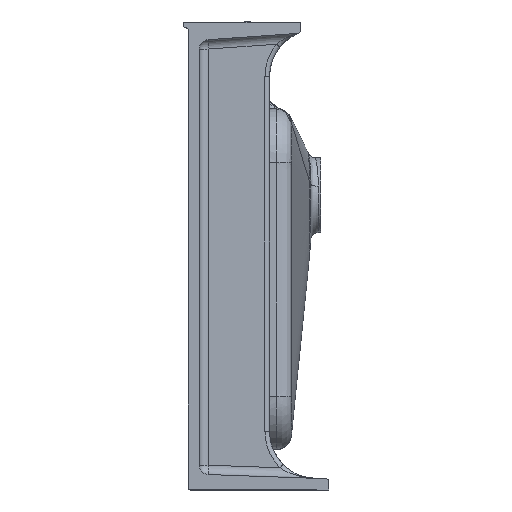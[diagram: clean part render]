
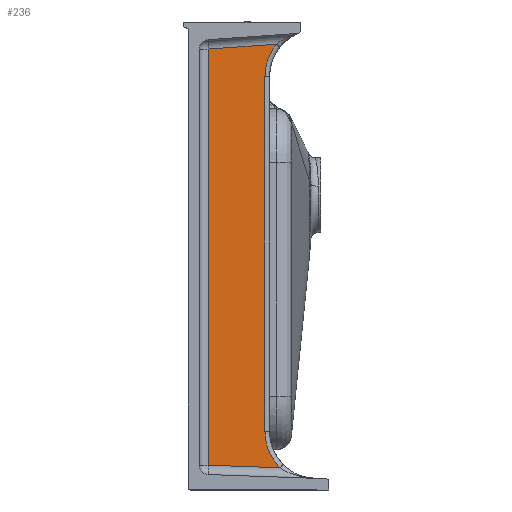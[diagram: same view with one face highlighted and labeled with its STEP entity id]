
A CAD part, left-side view. The second image highlights one B-rep face of the part: STEP entity #236.
In plain terms, the highlighted planar face has unit normal (-1, -0.018, 0).
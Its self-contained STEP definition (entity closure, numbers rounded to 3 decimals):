
#236 = ADVANCED_FACE ( 'NONE', ( #9863 ), #16265, .T. ) ;
#1674 = DIRECTION ( 'NONE',  ( 0., 0., 1. ) ) ;
#2084 = ORIENTED_EDGE ( 'NONE', *, *, #28929, .T. ) ;
#2604 = ORIENTED_EDGE ( 'NONE', *, *, #23971, .T. ) ;
#4096 = CARTESIAN_POINT ( 'NONE',  ( -1055.874, -94.229, 251.186 ) ) ;
#4563 = CARTESIAN_POINT ( 'NONE',  ( -1055.152, -135.604, -202.497 ) ) ;
#4835 = ORIENTED_EDGE ( 'NONE', *, *, #22100, .T. ) ;
#6280 = ORIENTED_EDGE ( 'NONE', *, *, #17202, .T. ) ;
#7075 = CARTESIAN_POINT ( 'NONE',  ( -1056.086, -82.087, -177.184 ) ) ;
#7586 = EDGE_CURVE ( 'NONE', #39403, #9221, #40422, .T. ) ;
#9172 = VECTOR ( 'NONE', #27566, 1000. ) ;
#9221 = VERTEX_POINT ( 'NONE', #21254 ) ;
#9794 = CARTESIAN_POINT ( 'NONE',  ( -1055.808, -97.974, -201.183 ) ) ;
#9863 = FACE_OUTER_BOUND ( 'NONE', #11789, .T. ) ;
#10075 = DIRECTION ( 'NONE',  ( 0.017, -1., 0. ) ) ;
#10480 = CARTESIAN_POINT ( 'NONE',  ( -1055.808, -97.974, -201.183 ) ) ;
#11039 = CARTESIAN_POINT ( 'NONE',  ( -1056.086, -82.087, -288.571 ) ) ;
#11113 = CARTESIAN_POINT ( 'NONE',  ( -1056.012, -86.294, 241.319 ) ) ;
#11789 = EDGE_LOOP ( 'NONE', ( #38060, #2604, #4835, #6280, #28571, #2084 ) ) ;
#13121 = VECTOR ( 'NONE', #14844, 1000. ) ;
#13291 = CARTESIAN_POINT ( 'NONE',  ( -1057.138, -21.825, -198.524 ) ) ;
#14844 = DIRECTION ( 'NONE',  ( -0.017, 0.997, -0.07 ) ) ;
#15095 = VERTEX_POINT ( 'NONE', #36750 ) ;
#16265 = PLANE ( 'NONE',  #22059 ) ;
#17202 = EDGE_CURVE ( 'NONE', #41933, #39403, #30298, .T. ) ;
#17297 = LINE ( 'NONE', #20697, #23128 ) ;
#17759 = CARTESIAN_POINT ( 'NONE',  ( -1056.086, -82.087, 216.716 ) ) ;
#18366 =( BOUNDED_CURVE ( )  B_SPLINE_CURVE ( 3, ( #10480, #32858, #7075, #30281 ),
 .UNSPECIFIED., .F., .F. ) 
 B_SPLINE_CURVE_WITH_KNOTS ( ( 4, 4 ),
 ( 2.362, 3.142 ),
 .UNSPECIFIED. ) 
 CURVE ( )  GEOMETRIC_REPRESENTATION_ITEM ( )  RATIONAL_B_SPLINE_CURVE ( ( 1., 0.95, 0.95, 1. ) ) 
 REPRESENTATION_ITEM ( '' )  );
#20697 = CARTESIAN_POINT ( 'NONE',  ( -1057.138, -21.825, -198.524 ) ) ;
#20766 = LINE ( 'NONE', #4563, #9172 ) ;
#21254 = CARTESIAN_POINT ( 'NONE',  ( -1057.138, -21.825, 246.123 ) ) ;
#22059 = AXIS2_PLACEMENT_3D ( 'NONE', #29248, #35865, #10075 ) ;
#22100 = EDGE_CURVE ( 'NONE', #15095, #41933, #37038, .T. ) ;
#23128 = VECTOR ( 'NONE', #39885, 1000. ) ;
#23971 = EDGE_CURVE ( 'NONE', #29386, #15095, #18366, .T. ) ;
#26884 = CARTESIAN_POINT ( 'NONE',  ( -1056.086, -82.087, 229.377 ) ) ;
#27566 = DIRECTION ( 'NONE',  ( 0.017, -0.999, -0.035 ) ) ;
#28571 = ORIENTED_EDGE ( 'NONE', *, *, #7586, .T. ) ;
#28929 = EDGE_CURVE ( 'NONE', #9221, #41779, #17297, .T. ) ;
#29248 = CARTESIAN_POINT ( 'NONE',  ( -1057.196, -18.453, -288.571 ) ) ;
#29386 = VERTEX_POINT ( 'NONE', #9794 ) ;
#30281 = CARTESIAN_POINT ( 'NONE',  ( -1056.086, -82.087, -162.516 ) ) ;
#30298 =( BOUNDED_CURVE ( )  B_SPLINE_CURVE ( 3, ( #33282, #26884, #11113, #4096 ),
 .UNSPECIFIED., .F., .F. ) 
 B_SPLINE_CURVE_WITH_KNOTS ( ( 4, 4 ),
 ( 3.142, 3.819 ),
 .UNSPECIFIED. ) 
 CURVE ( )  GEOMETRIC_REPRESENTATION_ITEM ( )  RATIONAL_B_SPLINE_CURVE ( ( 1., 0.962, 0.962, 1. ) ) 
 REPRESENTATION_ITEM ( '' )  );
#31179 = VECTOR ( 'NONE', #1674, 1000. ) ;
#32858 = CARTESIAN_POINT ( 'NONE',  ( -1055.988, -87.662, -190.752 ) ) ;
#33282 = CARTESIAN_POINT ( 'NONE',  ( -1056.086, -82.087, 216.716 ) ) ;
#33596 = CARTESIAN_POINT ( 'NONE',  ( -1057.135, -21.999, 246.135 ) ) ;
#35865 = DIRECTION ( 'NONE',  ( -1., -0.017, 0. ) ) ;
#36750 = CARTESIAN_POINT ( 'NONE',  ( -1056.086, -82.087, -162.516 ) ) ;
#37038 = LINE ( 'NONE', #11039, #31179 ) ;
#37723 = EDGE_CURVE ( 'NONE', #41779, #29386, #20766, .T. ) ;
#37866 = CARTESIAN_POINT ( 'NONE',  ( -1055.874, -94.229, 251.186 ) ) ;
#38060 = ORIENTED_EDGE ( 'NONE', *, *, #37723, .T. ) ;
#39403 = VERTEX_POINT ( 'NONE', #37866 ) ;
#39885 = DIRECTION ( 'NONE',  ( 0., 0., -1. ) ) ;
#40422 = LINE ( 'NONE', #33596, #13121 ) ;
#41779 = VERTEX_POINT ( 'NONE', #13291 ) ;
#41933 = VERTEX_POINT ( 'NONE', #17759 ) ;
